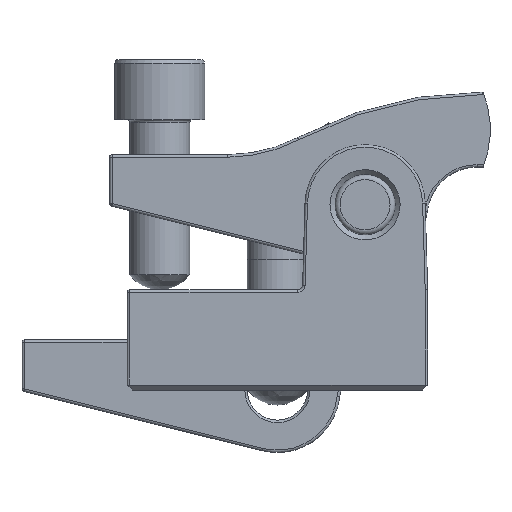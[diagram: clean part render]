
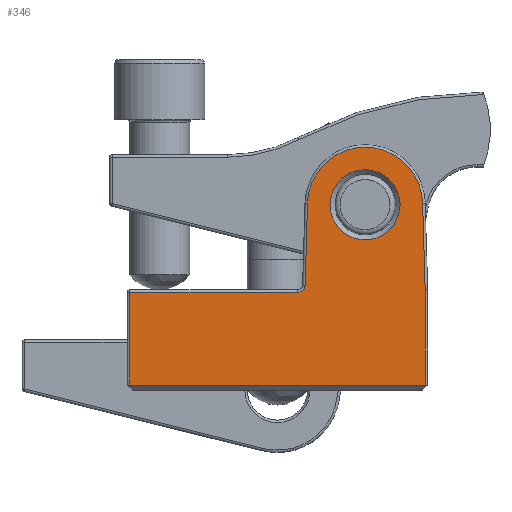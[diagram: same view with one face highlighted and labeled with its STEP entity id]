
A CAD part, left-side view. The second image highlights one B-rep face of the part: STEP entity #346.
In plain terms, the highlighted planar face has unit normal (-1, 0, 0).
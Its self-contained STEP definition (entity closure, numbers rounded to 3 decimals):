
#346 = ADVANCED_FACE( '', ( #583, #584 ), #585, .F. );
#583 = FACE_BOUND( '', #1135, .T. );
#584 = FACE_OUTER_BOUND( '', #1136, .T. );
#585 = PLANE( '', #1137 );
#1135 = EDGE_LOOP( '', ( #1835 ) );
#1136 = EDGE_LOOP( '', ( #1836, #1837, #1838, #1839, #1840, #1841, #1842, #1843 ) );
#1137 = AXIS2_PLACEMENT_3D( '', #1844, #1845, #1846 );
#1835 = ORIENTED_EDGE( '', *, *, #3038, .T. );
#1836 = ORIENTED_EDGE( '', *, *, #3039, .T. );
#1837 = ORIENTED_EDGE( '', *, *, #3040, .T. );
#1838 = ORIENTED_EDGE( '', *, *, #3041, .T. );
#1839 = ORIENTED_EDGE( '', *, *, #3042, .T. );
#1840 = ORIENTED_EDGE( '', *, *, #3043, .T. );
#1841 = ORIENTED_EDGE( '', *, *, #3044, .T. );
#1842 = ORIENTED_EDGE( '', *, *, #3045, .T. );
#1843 = ORIENTED_EDGE( '', *, *, #3046, .T. );
#1844 = CARTESIAN_POINT( '', ( -22., 30., 20. ) );
#1845 = DIRECTION( '', ( 1., 0., 0. ) );
#1846 = DIRECTION( '', ( 0., 0., -1. ) );
#3038 = EDGE_CURVE( '', #3442, #3442, #3443, .T. );
#3039 = EDGE_CURVE( '', #3444, #3445, #3446, .F. );
#3040 = EDGE_CURVE( '', #3445, #3447, #3448, .T. );
#3041 = EDGE_CURVE( '', #3447, #3449, #3450, .T. );
#3042 = EDGE_CURVE( '', #3449, #3451, #3452, .F. );
#3043 = EDGE_CURVE( '', #3451, #3453, #3454, .F. );
#3044 = EDGE_CURVE( '', #3453, #3455, #3456, .F. );
#3045 = EDGE_CURVE( '', #3455, #3457, #3458, .F. );
#3046 = EDGE_CURVE( '', #3457, #3444, #3459, .T. );
#3442 = VERTEX_POINT( '', #4220 );
#3443 = CIRCLE( '', #4221, 7. );
#3444 = VERTEX_POINT( '', #4222 );
#3445 = VERTEX_POINT( '', #4223 );
#3446 = LINE( '', #4224, #4225 );
#3447 = VERTEX_POINT( '', #4226 );
#3448 = LINE( '', #4227, #4228 );
#3449 = VERTEX_POINT( '', #4229 );
#3450 = LINE( '', #4230, #4231 );
#3451 = VERTEX_POINT( '', #4232 );
#3452 = LINE( '', #4233, #4234 );
#3453 = VERTEX_POINT( '', #4235 );
#3454 = LINE( '', #4236, #4237 );
#3455 = VERTEX_POINT( '', #4238 );
#3456 = CIRCLE( '', #4239, 11.5 );
#3457 = VERTEX_POINT( '', #4240 );
#3458 = LINE( '', #4241, #4242 );
#3459 = CIRCLE( '', #4243, 1.5 );
#4220 = CARTESIAN_POINT( '', ( -22., -17.5, 30. ) );
#4221 = AXIS2_PLACEMENT_3D( '', #5076, #5077, #5078 );
#4222 = CARTESIAN_POINT( '', ( -22., -4.029, 19.5 ) );
#4223 = CARTESIAN_POINT( '', ( -22., 29.5, 19.5 ) );
#4224 = CARTESIAN_POINT( '', ( -22., 30., 19.5 ) );
#4225 = VECTOR( '', #5079, 1000. );
#4226 = CARTESIAN_POINT( '', ( -22., 29.5, 1. ) );
#4227 = CARTESIAN_POINT( '', ( -22., 29.5, 20. ) );
#4228 = VECTOR( '', #5080, 1000. );
#4229 = CARTESIAN_POINT( '', ( -22., -29.5, 1. ) );
#4230 = CARTESIAN_POINT( '', ( -22., 30., 1. ) );
#4231 = VECTOR( '', #5081, 1000. );
#4232 = CARTESIAN_POINT( '', ( -22., -29.5, 19.993 ) );
#4233 = CARTESIAN_POINT( '', ( -22., -29.5, 20. ) );
#4234 = VECTOR( '', #5082, 1000. );
#4235 = CARTESIAN_POINT( '', ( -22., -28.995, 37.335 ) );
#4236 = CARTESIAN_POINT( '', ( -22., -29.449, 21.731 ) );
#4237 = VECTOR( '', #5083, 1000. );
#4238 = CARTESIAN_POINT( '', ( -22., -6.005, 37.335 ) );
#4239 = AXIS2_PLACEMENT_3D( '', #5084, #5085, #5086 );
#4240 = CARTESIAN_POINT( '', ( -22., -5.528, 20.956 ) );
#4241 = CARTESIAN_POINT( '', ( -22., -5.47, 18.967 ) );
#4242 = VECTOR( '', #5087, 1000. );
#4243 = AXIS2_PLACEMENT_3D( '', #5088, #5089, #5090 );
#5076 = CARTESIAN_POINT( '', ( -22., -17.5, 37. ) );
#5077 = DIRECTION( '', ( 1., 0., 0. ) );
#5078 = DIRECTION( '', ( 0., 0., -1. ) );
#5079 = DIRECTION( '', ( 0., -1., 0. ) );
#5080 = DIRECTION( '', ( 0., 0., -1. ) );
#5081 = DIRECTION( '', ( 0., -1., 0. ) );
#5082 = DIRECTION( '', ( 0., 0., -1. ) );
#5083 = DIRECTION( '', ( 0., -0.029, -1. ) );
#5084 = CARTESIAN_POINT( '', ( -22., -17.5, 37. ) );
#5085 = DIRECTION( '', ( 1., 0., 0. ) );
#5086 = DIRECTION( '', ( 0., 0., -1. ) );
#5087 = DIRECTION( '', ( 0., -0.029, 1. ) );
#5088 = CARTESIAN_POINT( '', ( -22., -4.029, 21. ) );
#5089 = DIRECTION( '', ( 1., 0., 0. ) );
#5090 = DIRECTION( '', ( 0., 0., -1. ) );
